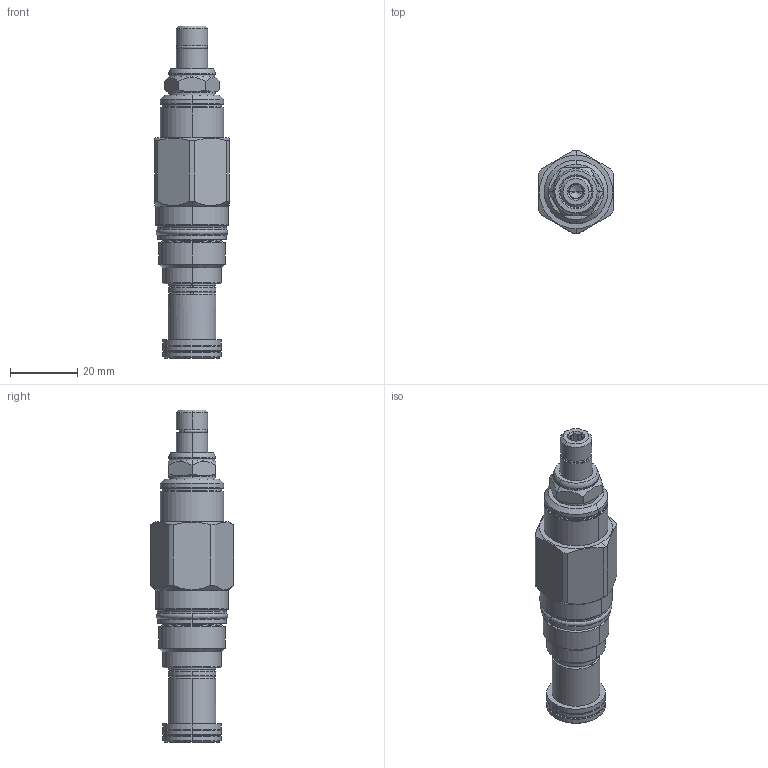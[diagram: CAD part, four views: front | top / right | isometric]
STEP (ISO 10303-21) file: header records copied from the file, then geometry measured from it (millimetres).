
FILE_DESCRIPTION((''),'2;1');
FILE_NAME('RDDA-LAN_PRT','2016-02-16T',('Administrator'),(''),'PRO/ENGINEER BY PARAMETRIC TECHNOLOGY CORPORATION, 2006240','PRO/ENGINEER BY PARAMETRIC TECHNOLOGY CORPORATION, 2006240','');
FILE_SCHEMA(('CONFIG_CONTROL_DESIGN'));
Length unit declared in the file: inch
Products named in the file (1): RDDA-LAN_PRT
Bounding box: 22.23 x 24.84 x 98.93 mm (x, y, z)
Volume: 24818.3 mm3; surface area: 7677.2 mm2
Topology: 2 solids, 2 shells, 190 faces, 444 edges, 269 vertices
Faces by surface type: cylinder 63, plane 52, cone 40, torus 31, revolution 4
Entity records: 6308 total; most frequent: CARTESIAN_POINT 1871, DIRECTION 992, ORIENTED_EDGE 876, EDGE_CURVE 438, AXIS2_PLACEMENT_3D 420, VERTEX_POINT 269, CIRCLE 234, EDGE_LOOP 209
